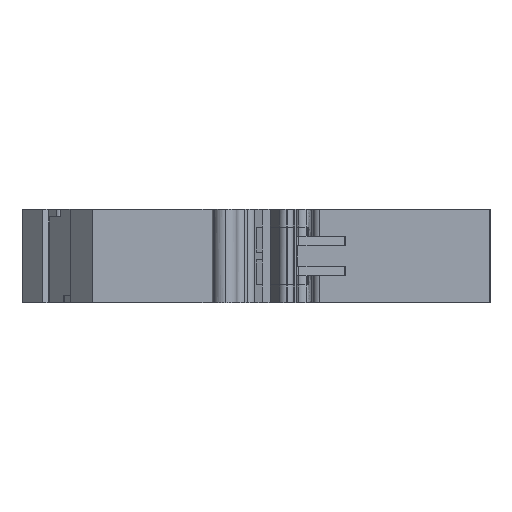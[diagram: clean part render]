
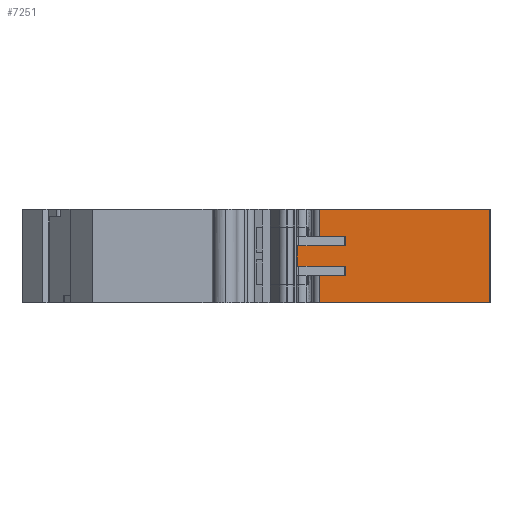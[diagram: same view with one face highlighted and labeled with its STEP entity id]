
A CAD part, left-side view. The second image highlights one B-rep face of the part: STEP entity #7251.
In plain terms, the highlighted free-form (B-spline) face has degree [1, 1] with [2, 2] control points.
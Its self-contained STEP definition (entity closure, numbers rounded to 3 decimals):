
#2065 = VERTEX_POINT('',#2066);
#2066 = CARTESIAN_POINT('',(-31.947,13.154,
    10.444));
#2081 = VERTEX_POINT('',#2082);
#2082 = CARTESIAN_POINT('',(-31.947,13.154,
    8.97));
#2303 = VERTEX_POINT('',#2304);
#2304 = CARTESIAN_POINT('',(-31.947,13.154,
    5.775));
#2319 = VERTEX_POINT('',#2320);
#2320 = CARTESIAN_POINT('',(-31.947,13.154,
    4.301));
#4425 = VERTEX_POINT('',#4426);
#4426 = CARTESIAN_POINT('',(-31.947,20.49,
    8.97));
#4433 = EDGE_CURVE('',#4425,#2081,#4434,.T.);
#4434 = B_SPLINE_CURVE_WITH_KNOTS('',1,(#4435,#4436),.UNSPECIFIED.,.F.,
  .F.,(2,2),(-6.196,-0.226),.PIECEWISE_BEZIER_KNOTS.);
#4435 = CARTESIAN_POINT('',(-31.947,20.49,
    8.97));
#4436 = CARTESIAN_POINT('',(-31.947,13.154,
    8.97));
#4454 = EDGE_CURVE('',#2081,#4455,#4457,.T.);
#4455 = VERTEX_POINT('',#4456);
#4456 = CARTESIAN_POINT('',(-31.947,12.877,
    8.97));
#4457 = B_SPLINE_CURVE_WITH_KNOTS('',1,(#4458,#4459),.UNSPECIFIED.,.F.,
  .F.,(2,2),(-0.226,-0.),.PIECEWISE_BEZIER_KNOTS.);
#4458 = CARTESIAN_POINT('',(-31.947,13.154,
    8.97));
#4459 = CARTESIAN_POINT('',(-31.947,12.877,
    8.97));
#4476 = EDGE_CURVE('',#4455,#4477,#4479,.T.);
#4477 = VERTEX_POINT('',#4478);
#4478 = CARTESIAN_POINT('',(-31.947,12.877,
    10.444));
#4479 = B_SPLINE_CURVE_WITH_KNOTS('',1,(#4480,#4481),.UNSPECIFIED.,.F.,
  .F.,(2,2),(3.8,5.),.PIECEWISE_BEZIER_KNOTS.);
#4480 = CARTESIAN_POINT('',(-31.947,12.877,
    8.97));
#4481 = CARTESIAN_POINT('',(-31.947,12.877,
    10.444));
#4498 = EDGE_CURVE('',#4477,#2065,#4499,.T.);
#4499 = B_SPLINE_CURVE_WITH_KNOTS('',1,(#4500,#4501),.UNSPECIFIED.,.F.,
  .F.,(2,2),(0.,0.226),.PIECEWISE_BEZIER_KNOTS.);
#4500 = CARTESIAN_POINT('',(-31.947,12.877,
    10.444));
#4501 = CARTESIAN_POINT('',(-31.947,13.154,
    10.444));
#4515 = EDGE_CURVE('',#2065,#4516,#4518,.T.);
#4516 = VERTEX_POINT('',#4517);
#4517 = CARTESIAN_POINT('',(-31.947,16.938,
    10.444));
#4518 = B_SPLINE_CURVE_WITH_KNOTS('',1,(#4519,#4520),.UNSPECIFIED.,.F.,
  .F.,(2,2),(0.226,3.305),.PIECEWISE_BEZIER_KNOTS.);
#4519 = CARTESIAN_POINT('',(-31.947,13.154,
    10.444));
#4520 = CARTESIAN_POINT('',(-31.947,16.938,
    10.444));
#4548 = EDGE_CURVE('',#4516,#4549,#4551,.T.);
#4549 = VERTEX_POINT('',#4550);
#4550 = CARTESIAN_POINT('',(-31.947,16.938,
    14.745));
#4551 = B_SPLINE_CURVE_WITH_KNOTS('',1,(#4552,#4553),.UNSPECIFIED.,.F.,
  .F.,(2,2),(5.,8.5),.PIECEWISE_BEZIER_KNOTS.);
#4552 = CARTESIAN_POINT('',(-31.947,16.938,
    10.444));
#4553 = CARTESIAN_POINT('',(-31.947,16.938,
    14.745));
#4570 = EDGE_CURVE('',#4571,#4573,#4575,.T.);
#4571 = VERTEX_POINT('',#4572);
#4572 = CARTESIAN_POINT('',(-31.947,16.938,0.));
#4573 = VERTEX_POINT('',#4574);
#4574 = CARTESIAN_POINT('',(-31.947,16.938,
    4.301));
#4575 = B_SPLINE_CURVE_WITH_KNOTS('',1,(#4576,#4577),.UNSPECIFIED.,.F.,
  .F.,(2,2),(-3.5,0.),.PIECEWISE_BEZIER_KNOTS.);
#4576 = CARTESIAN_POINT('',(-31.947,16.938,0.));
#4577 = CARTESIAN_POINT('',(-31.947,16.938,
    4.301));
#4611 = EDGE_CURVE('',#4573,#2319,#4612,.T.);
#4612 = B_SPLINE_CURVE_WITH_KNOTS('',1,(#4613,#4614),.UNSPECIFIED.,.F.,
  .F.,(2,2),(-3.305,-0.226),.PIECEWISE_BEZIER_KNOTS.);
#4613 = CARTESIAN_POINT('',(-31.947,16.938,
    4.301));
#4614 = CARTESIAN_POINT('',(-31.947,13.154,
    4.301));
#4632 = EDGE_CURVE('',#2319,#4633,#4635,.T.);
#4633 = VERTEX_POINT('',#4634);
#4634 = CARTESIAN_POINT('',(-31.947,12.877,
    4.301));
#4635 = B_SPLINE_CURVE_WITH_KNOTS('',1,(#4636,#4637),.UNSPECIFIED.,.F.,
  .F.,(2,2),(-0.226,-0.),.PIECEWISE_BEZIER_KNOTS.);
#4636 = CARTESIAN_POINT('',(-31.947,13.154,
    4.301));
#4637 = CARTESIAN_POINT('',(-31.947,12.877,
    4.301));
#4654 = EDGE_CURVE('',#4633,#4655,#4657,.T.);
#4655 = VERTEX_POINT('',#4656);
#4656 = CARTESIAN_POINT('',(-31.947,12.877,
    5.775));
#4657 = B_SPLINE_CURVE_WITH_KNOTS('',1,(#4658,#4659),.UNSPECIFIED.,.F.,
  .F.,(2,2),(0.,1.2),.PIECEWISE_BEZIER_KNOTS.);
#4658 = CARTESIAN_POINT('',(-31.947,12.877,
    4.301));
#4659 = CARTESIAN_POINT('',(-31.947,12.877,
    5.775));
#4676 = EDGE_CURVE('',#4655,#2303,#4677,.T.);
#4677 = B_SPLINE_CURVE_WITH_KNOTS('',1,(#4678,#4679),.UNSPECIFIED.,.F.,
  .F.,(2,2),(0.,0.226),.PIECEWISE_BEZIER_KNOTS.);
#4678 = CARTESIAN_POINT('',(-31.947,12.877,
    5.775));
#4679 = CARTESIAN_POINT('',(-31.947,13.154,
    5.775));
#4693 = EDGE_CURVE('',#2303,#4694,#4696,.T.);
#4694 = VERTEX_POINT('',#4695);
#4695 = CARTESIAN_POINT('',(-31.947,20.49,
    5.775));
#4696 = B_SPLINE_CURVE_WITH_KNOTS('',1,(#4697,#4698),.UNSPECIFIED.,.F.,
  .F.,(2,2),(0.226,6.196),.PIECEWISE_BEZIER_KNOTS.);
#4697 = CARTESIAN_POINT('',(-31.947,13.154,
    5.775));
#4698 = CARTESIAN_POINT('',(-31.947,20.49,
    5.775));
#4726 = EDGE_CURVE('',#4694,#4425,#4727,.T.);
#4727 = B_SPLINE_CURVE_WITH_KNOTS('',1,(#4728,#4729),.UNSPECIFIED.,.F.,
  .F.,(2,2),(1.2,3.8),.PIECEWISE_BEZIER_KNOTS.);
#4728 = CARTESIAN_POINT('',(-31.947,20.49,
    5.775));
#4729 = CARTESIAN_POINT('',(-31.947,20.49,
    8.97));
#6157 = EDGE_CURVE('',#4549,#6158,#6160,.T.);
#6158 = VERTEX_POINT('',#6159);
#6159 = CARTESIAN_POINT('',(-31.947,-9.841,
    14.745));
#6160 = B_SPLINE_CURVE_WITH_KNOTS('',1,(#6161,#6162),.UNSPECIFIED.,.F.,
  .F.,(2,2),(31.459,53.253),.PIECEWISE_BEZIER_KNOTS.);
#6161 = CARTESIAN_POINT('',(-31.947,16.938,
    14.745));
#6162 = CARTESIAN_POINT('',(-31.947,-9.841,
    14.745));
#7251 = ADVANCED_FACE('',(#7252),#7280,.F.);
#7252 = FACE_BOUND('',#7253,.T.);
#7253 = EDGE_LOOP('',(#7254,#7255,#7256,#7257,#7258,#7259,#7260,#7267,
    #7272,#7273,#7274,#7275,#7276,#7277,#7278,#7279));
#7254 = ORIENTED_EDGE('',*,*,#4693,.F.);
#7255 = ORIENTED_EDGE('',*,*,#4676,.F.);
#7256 = ORIENTED_EDGE('',*,*,#4654,.F.);
#7257 = ORIENTED_EDGE('',*,*,#4632,.F.);
#7258 = ORIENTED_EDGE('',*,*,#4611,.F.);
#7259 = ORIENTED_EDGE('',*,*,#4570,.F.);
#7260 = ORIENTED_EDGE('',*,*,#7261,.T.);
#7261 = EDGE_CURVE('',#4571,#7262,#7264,.T.);
#7262 = VERTEX_POINT('',#7263);
#7263 = CARTESIAN_POINT('',(-31.947,-9.841,0.));
#7264 = B_SPLINE_CURVE_WITH_KNOTS('',1,(#7265,#7266),.UNSPECIFIED.,.F.,
  .F.,(2,2),(-3.305,18.489),.PIECEWISE_BEZIER_KNOTS.);
#7265 = CARTESIAN_POINT('',(-31.947,16.938,0.));
#7266 = CARTESIAN_POINT('',(-31.947,-9.841,0.));
#7267 = ORIENTED_EDGE('',*,*,#7268,.F.);
#7268 = EDGE_CURVE('',#6158,#7262,#7269,.T.);
#7269 = B_SPLINE_CURVE_WITH_KNOTS('',1,(#7270,#7271),.UNSPECIFIED.,.F.,
  .F.,(2,2),(-8.215,3.785),.PIECEWISE_BEZIER_KNOTS.);
#7270 = CARTESIAN_POINT('',(-31.947,-9.841,
    14.745));
#7271 = CARTESIAN_POINT('',(-31.947,-9.841,0.));
#7272 = ORIENTED_EDGE('',*,*,#6157,.F.);
#7273 = ORIENTED_EDGE('',*,*,#4548,.F.);
#7274 = ORIENTED_EDGE('',*,*,#4515,.F.);
#7275 = ORIENTED_EDGE('',*,*,#4498,.F.);
#7276 = ORIENTED_EDGE('',*,*,#4476,.F.);
#7277 = ORIENTED_EDGE('',*,*,#4454,.F.);
#7278 = ORIENTED_EDGE('',*,*,#4433,.F.);
#7279 = ORIENTED_EDGE('',*,*,#4726,.F.);
#7280 = B_SPLINE_SURFACE_WITH_KNOTS('',1,1,(
    (#7281,#7282)
    ,(#7283,#7284
    )),.UNSPECIFIED.,.F.,.F.,.F.,(2,2),(2,2),(-8.5,3.5),(-18.489
    ,6.196),.PIECEWISE_BEZIER_KNOTS.);
#7281 = CARTESIAN_POINT('',(-31.947,-9.841,
    14.745));
#7282 = CARTESIAN_POINT('',(-31.947,20.49,
    14.745));
#7283 = CARTESIAN_POINT('',(-31.947,-9.841,0.));
#7284 = CARTESIAN_POINT('',(-31.947,20.49,0.));
